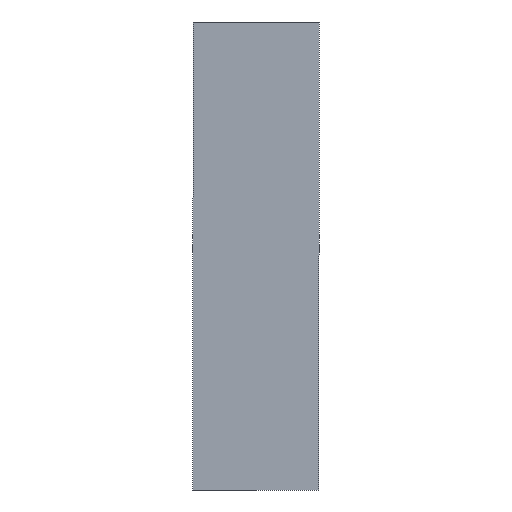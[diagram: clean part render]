
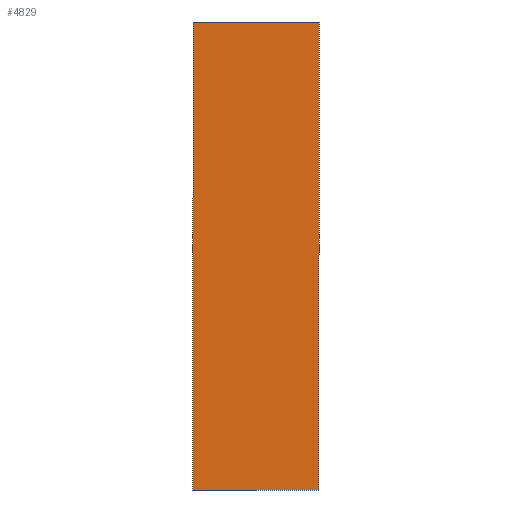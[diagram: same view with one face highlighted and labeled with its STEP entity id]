
A CAD part, front view. The second image highlights one B-rep face of the part: STEP entity #4829.
In plain terms, the highlighted planar face has unit normal (0, -1, 0).
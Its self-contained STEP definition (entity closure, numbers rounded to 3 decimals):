
#20 = VERTEX_POINT ( 'NONE', #8991 ) ;
#334 = VERTEX_POINT ( 'NONE', #3011 ) ;
#437 = CARTESIAN_POINT ( 'NONE',  ( 0., 0., -62.4 ) ) ;
#1978 = VECTOR ( 'NONE', #8200, 1000. ) ;
#2107 = DIRECTION ( 'NONE',  ( 0., 0., -1. ) ) ;
#2386 = ORIENTED_EDGE ( 'NONE', *, *, #4435, .F. ) ;
#3011 = CARTESIAN_POINT ( 'NONE',  ( 0., 0., -62.4 ) ) ;
#3089 = LINE ( 'NONE', #5075, #8784 ) ;
#3574 = EDGE_CURVE ( 'NONE', #5817, #334, #8569, .T. ) ;
#3604 = VECTOR ( 'NONE', #7883, 1000. ) ;
#3852 = EDGE_CURVE ( 'NONE', #20, #6727, #3089, .T. ) ;
#4258 = DIRECTION ( 'NONE',  ( 0., -1., 0. ) ) ;
#4281 = EDGE_CURVE ( 'NONE', #334, #20, #8013, .T. ) ;
#4435 = EDGE_CURVE ( 'NONE', #6727, #5817, #7469, .T. ) ;
#4625 = AXIS2_PLACEMENT_3D ( 'NONE', #8479, #4258, #2107 ) ;
#4698 = DIRECTION ( 'NONE',  ( 0., 0., 1. ) ) ;
#4829 = ADVANCED_FACE ( 'NONE', ( #8878 ), #6298, .T. ) ;
#5075 = CARTESIAN_POINT ( 'NONE',  ( 16.8, 0., 0. ) ) ;
#5374 = CARTESIAN_POINT ( 'NONE',  ( 0., 0., 0. ) ) ;
#5431 = CARTESIAN_POINT ( 'NONE',  ( 16.8, 0., -62.4 ) ) ;
#5817 = VERTEX_POINT ( 'NONE', #5431 ) ;
#6152 = VECTOR ( 'NONE', #4698, 1000. ) ;
#6153 = ORIENTED_EDGE ( 'NONE', *, *, #4281, .F. ) ;
#6283 = EDGE_LOOP ( 'NONE', ( #6469, #6153, #8448, #2386 ) ) ;
#6298 = PLANE ( 'NONE',  #4625 ) ;
#6451 = CARTESIAN_POINT ( 'NONE',  ( 16.8, 0., -62.4 ) ) ;
#6469 = ORIENTED_EDGE ( 'NONE', *, *, #3852, .F. ) ;
#6727 = VERTEX_POINT ( 'NONE', #7309 ) ;
#7309 = CARTESIAN_POINT ( 'NONE',  ( 16.8, 0., 0. ) ) ;
#7469 = LINE ( 'NONE', #6451, #3604 ) ;
#7883 = DIRECTION ( 'NONE',  ( 0., 0., -1. ) ) ;
#7918 = DIRECTION ( 'NONE',  ( 1., 0., 0. ) ) ;
#8013 = LINE ( 'NONE', #5374, #6152 ) ;
#8200 = DIRECTION ( 'NONE',  ( -1., 0., 0. ) ) ;
#8448 = ORIENTED_EDGE ( 'NONE', *, *, #3574, .F. ) ;
#8479 = CARTESIAN_POINT ( 'NONE',  ( 0., 0., 0. ) ) ;
#8569 = LINE ( 'NONE', #437, #1978 ) ;
#8784 = VECTOR ( 'NONE', #7918, 1000. ) ;
#8878 = FACE_OUTER_BOUND ( 'NONE', #6283, .T. ) ;
#8991 = CARTESIAN_POINT ( 'NONE',  ( 0., 0., 0. ) ) ;
